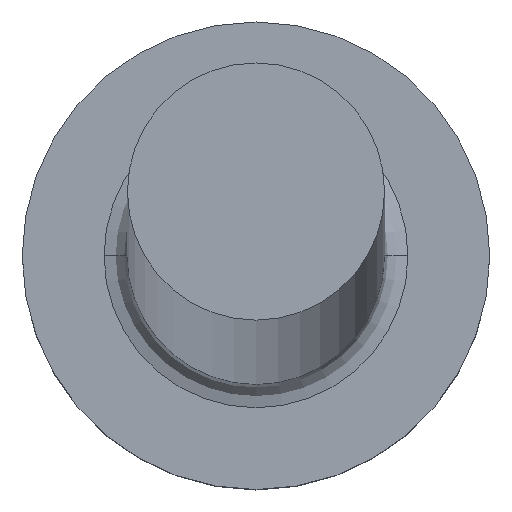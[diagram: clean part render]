
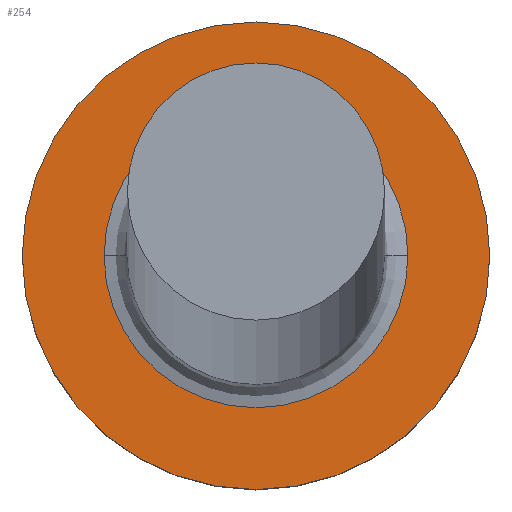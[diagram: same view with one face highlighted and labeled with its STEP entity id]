
A CAD part, top view. The second image highlights one B-rep face of the part: STEP entity #254.
In plain terms, the highlighted planar face has unit normal (0, 0, 1).
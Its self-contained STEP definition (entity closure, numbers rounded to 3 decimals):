
#6 = CARTESIAN_POINT ( 'NONE',  ( 1.3, 0., 2. ) ) ;
#7 = DIRECTION ( 'NONE',  ( 1., 0., 0. ) ) ;
#9 = PLANE ( 'NONE',  #174 ) ;
#13 = DIRECTION ( 'NONE',  ( 1., 0., 0. ) ) ;
#22 = DIRECTION ( 'NONE',  ( 1., 0., 0. ) ) ;
#26 = EDGE_CURVE ( 'NONE', #170, #188, #231, .T. ) ;
#48 = AXIS2_PLACEMENT_3D ( 'NONE', #226, #184, #22 ) ;
#50 = EDGE_CURVE ( 'NONE', #262, #227, #261, .T. ) ;
#56 = DIRECTION ( 'NONE',  ( 0., 0., 1. ) ) ;
#63 = FACE_BOUND ( 'NONE', #165, .T. ) ;
#71 = ORIENTED_EDGE ( 'NONE', *, *, #265, .T. ) ;
#86 = CARTESIAN_POINT ( 'NONE',  ( 0., 0., 2. ) ) ;
#107 = FACE_OUTER_BOUND ( 'NONE', #186, .T. ) ;
#111 = DIRECTION ( 'NONE',  ( 1., 0., 0. ) ) ;
#131 = CARTESIAN_POINT ( 'NONE',  ( 2., 0., 2. ) ) ;
#144 = CIRCLE ( 'NONE', #223, 2. ) ;
#151 = DIRECTION ( 'NONE',  ( 0., 0., -1. ) ) ;
#158 = CIRCLE ( 'NONE', #270, 1.3 ) ;
#165 = EDGE_LOOP ( 'NONE', ( #281, #282 ) ) ;
#168 = ORIENTED_EDGE ( 'NONE', *, *, #26, .T. ) ;
#170 = VERTEX_POINT ( 'NONE', #296 ) ;
#174 = AXIS2_PLACEMENT_3D ( 'NONE', #192, #56, #111 ) ;
#184 = DIRECTION ( 'NONE',  ( 0., 0., 1. ) ) ;
#186 = EDGE_LOOP ( 'NONE', ( #168, #71 ) ) ;
#188 = VERTEX_POINT ( 'NONE', #131 ) ;
#190 = CARTESIAN_POINT ( 'NONE',  ( 0., 0., 2. ) ) ;
#192 = CARTESIAN_POINT ( 'NONE',  ( 0., 0., 2. ) ) ;
#212 = DIRECTION ( 'NONE',  ( 0., 0., 1. ) ) ;
#219 = CARTESIAN_POINT ( 'NONE',  ( -1.3, 0., 2. ) ) ;
#223 = AXIS2_PLACEMENT_3D ( 'NONE', #86, #212, #13 ) ;
#226 = CARTESIAN_POINT ( 'NONE',  ( 0., 0., 2. ) ) ;
#227 = VERTEX_POINT ( 'NONE', #219 ) ;
#231 = CIRCLE ( 'NONE', #48, 2. ) ;
#241 = DIRECTION ( 'NONE',  ( 0., 0., -1. ) ) ;
#252 = EDGE_CURVE ( 'NONE', #227, #262, #158, .T. ) ;
#254 = ADVANCED_FACE ( 'NONE', ( #63, #107 ), #9, .T. ) ;
#261 = CIRCLE ( 'NONE', #263, 1.3 ) ;
#262 = VERTEX_POINT ( 'NONE', #6 ) ;
#263 = AXIS2_PLACEMENT_3D ( 'NONE', #190, #241, #7 ) ;
#265 = EDGE_CURVE ( 'NONE', #188, #170, #144, .T. ) ;
#267 = DIRECTION ( 'NONE',  ( 1., 0., 0. ) ) ;
#270 = AXIS2_PLACEMENT_3D ( 'NONE', #271, #151, #267 ) ;
#271 = CARTESIAN_POINT ( 'NONE',  ( 0., 0., 2. ) ) ;
#281 = ORIENTED_EDGE ( 'NONE', *, *, #50, .T. ) ;
#282 = ORIENTED_EDGE ( 'NONE', *, *, #252, .T. ) ;
#296 = CARTESIAN_POINT ( 'NONE',  ( -2., 0., 2. ) ) ;
